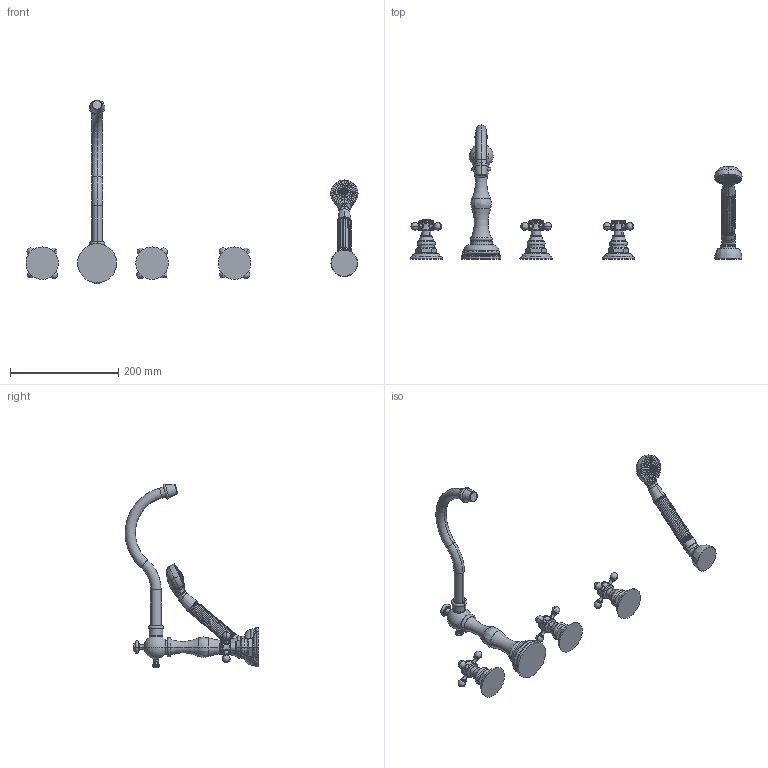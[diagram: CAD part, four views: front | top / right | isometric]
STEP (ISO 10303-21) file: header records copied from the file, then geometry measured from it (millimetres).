
FILE_DESCRIPTION((''),'2;1');
FILE_NAME('3-937','2021-03-16T14:09:03',('jinson.thomas'),(''),'CREO PARAMETRIC BY PTC INC, 2018400','CREO PARAMETRIC BY PTC INC, 2018400','');
FILE_SCHEMA(('CONFIG_CONTROL_DESIGN'));
Length unit declared in the file: inch
Products named in the file (1): 3-937
Bounding box: 614 x 247.51 x 340.23 mm (x, y, z)
Volume: 698230.3 mm3; surface area: 129056 mm2
Topology: 5 solids, 5 shells, 1081 faces, 2525 edges, 1491 vertices
Faces by surface type: cylinder 295, torus 230, plane 202, bspline 170, cone 132, sphere 44, extrusion 8
Entity records: 44124 total; most frequent: CARTESIAN_POINT 20922, ORIENTED_EDGE 4990, DIRECTION 4573, EDGE_CURVE 2495, AXIS2_PLACEMENT_3D 2009, VERTEX_POINT 1491, EDGE_LOOP 1198, CIRCLE 1106
